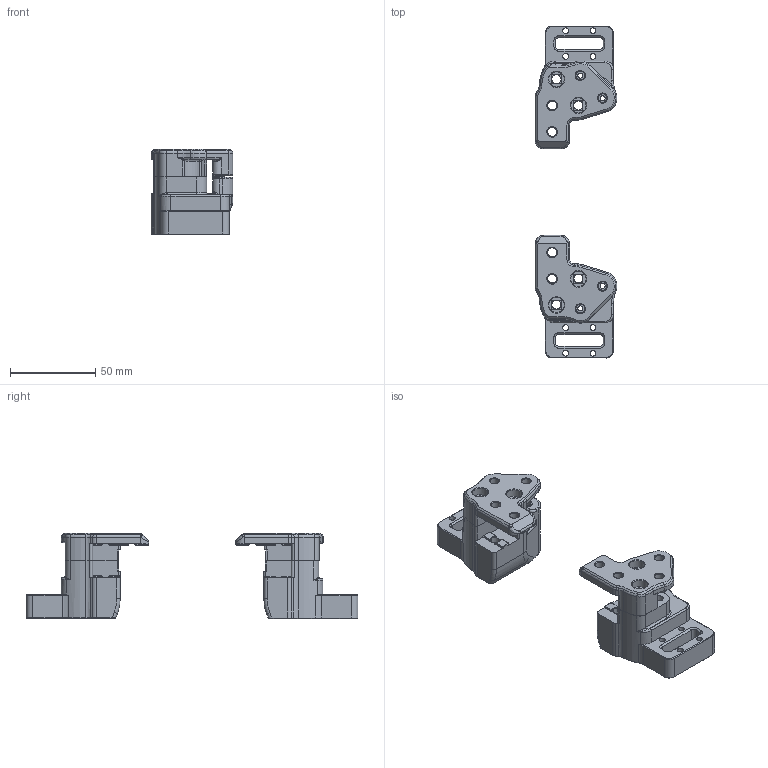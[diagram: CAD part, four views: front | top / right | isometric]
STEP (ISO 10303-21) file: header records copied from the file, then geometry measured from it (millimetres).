
FILE_DESCRIPTION(/* description */ (''),/* implementation_level */ '2;1');
FILE_NAME(/* name */ 'Pinned XY Joints - R2.step',/* time_stamp */ '2023-03-23T09:51:21-06:00',/* author */ (''),/* organization */ (''),/* preprocessor_version */ 'ST-DEVELOPER v19.2',/* originating_system */ 'Autodesk Translation Framework v11.17.0.187',/* authorisation */ '');
FILE_SCHEMA (('AUTOMOTIVE_DESIGN { 1 0 10303 214 3 1 1 }'));
Length unit declared in the file: millimetre
Products named in the file (3): Pinned XY Joints - R2; Pinned_XY Joint - Left v1; Pinned_XY Joint - Right (No channel)
Assembly tree (2 placements, depth 2):
  Pinned XY Joints - R2
    Pinned_XY Joint - Left v1
    Pinned_XY Joint - Right (No channel)
Bounding box: 48.02 x 195.1 x 50.2 mm (x, y, z)
Volume: 117498.1 mm3; surface area: 39352.9 mm2
Topology: 4 solids, 4 shells, 805 faces, 1998 edges, 1193 vertices
Faces by surface type: plane 348, cylinder 216, cone 130, torus 59, bspline 48, sphere 4
Full cylindrical faces by diameter (mm): 3 x4, 3.4 x8, 5.2 x8, 5.4 x14, 7 x3, 9 x4
Entity records: 24836 total; most frequent: CARTESIAN_POINT 5379, DIRECTION 4191, ORIENTED_EDGE 3982, EDGE_CURVE 1991, AXIS2_PLACEMENT_3D 1516, VERTEX_POINT 1193, LINE 1159, VECTOR 1159
